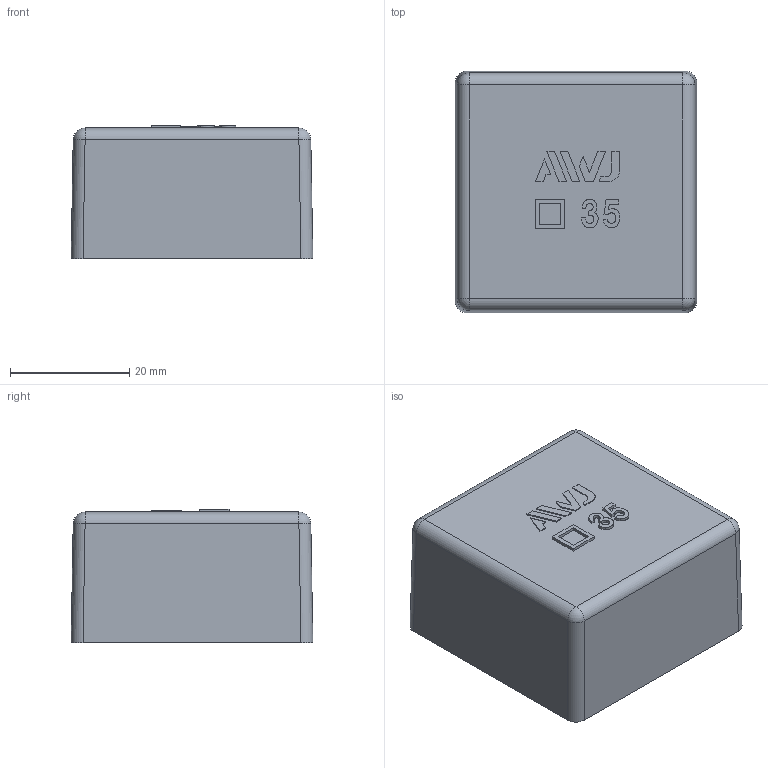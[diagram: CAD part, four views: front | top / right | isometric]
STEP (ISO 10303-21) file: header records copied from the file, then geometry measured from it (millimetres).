
FILE_DESCRIPTION( ( 'STEP AP203' ), '1' );
FILE_NAME( '35.step', '2022-07-25T02:08:51', ( ' ' ), ( ' ' ), 'XStep 1.0', ' ', ' ' );
FILE_SCHEMA( ( 'CONFIG_CONTROL_DESIGN' ) );
Length unit declared in the file: millimetre
Products named in the file (1): 1
Bounding box: 40.6 x 40.6 x 22.5 mm (x, y, z)
Volume: 11088.2 mm3; surface area: 9167.4 mm2
Topology: 1 solids, 1 shells, 86 faces, 214 edges, 136 vertices
Faces by surface type: plane 64, cylinder 10, extrusion 8, sphere 4
Entity records: 2688 total; most frequent: CARTESIAN_POINT 703, ORIENTED_EDGE 420, DIRECTION 344, EDGE_CURVE 210, VECTOR 146, LINE 138, VERTEX_POINT 136, AXIS2_PLACEMENT_3D 99
